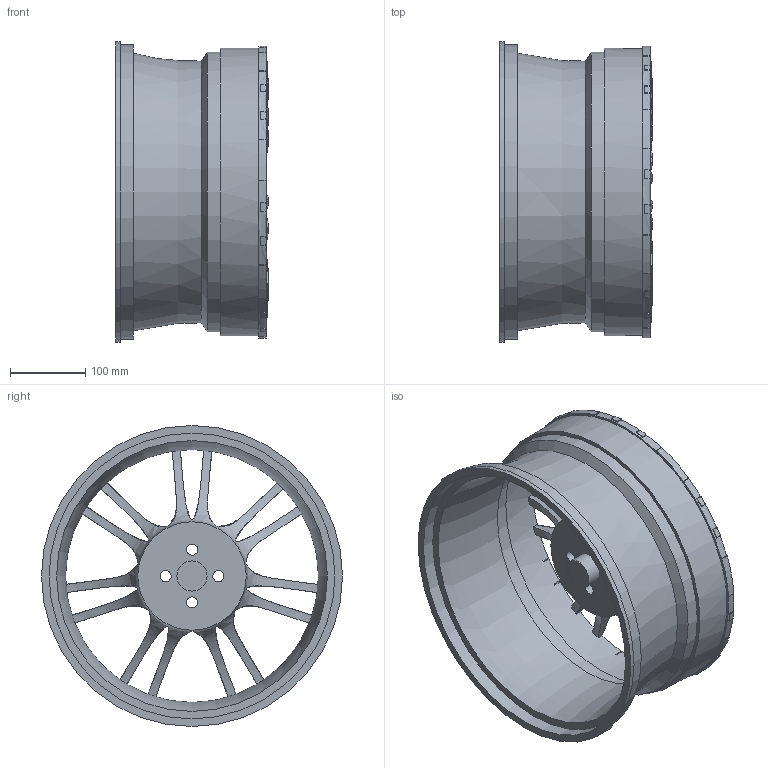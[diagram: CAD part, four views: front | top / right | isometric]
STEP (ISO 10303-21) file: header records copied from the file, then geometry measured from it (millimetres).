
FILE_DESCRIPTION(/* description */ (''),/* implementation_level */ '2;1');
FILE_NAME(/* name */ 'wheel 2 v8.step',/* time_stamp */ '2024-02-22T01:53:20+05:30',/* author */ (''),/* organization */ (''),/* preprocessor_version */ 'ST-DEVELOPER v20',/* originating_system */ 'Autodesk Translation Framework v12.9.0.99',/* authorisation */ '');
FILE_SCHEMA (('AUTOMOTIVE_DESIGN { 1 0 10303 214 3 1 1 }'));
Products named in the file (1): wheel 2
Bounding box: 202.94 x 400 x 400 mm (x, y, z)
Volume: 2839869.4 mm3; surface area: 721935.5 mm2
Topology: 1 solids, 1 shells, 249 faces, 752 edges, 487 vertices
Faces by surface type: bspline 103, plane 97, cylinder 46, cone 2, torus 1
Full cylindrical faces by diameter (mm): 15 x4, 24 x4, 40 x2, 100 x1, 360 x1, 370 x1, 372 x1, 380 x1, 382 x1, 392 x1, 400 x1
Entity records: 41315 total; most frequent: CARTESIAN_POINT 35577, ORIENTED_EDGE 1504, DIRECTION 778, EDGE_CURVE 752, VERTEX_POINT 487, B_SPLINE_CURVE_WITH_KNOTS 418, AXIS2_PLACEMENT_3D 302, EDGE_LOOP 267
